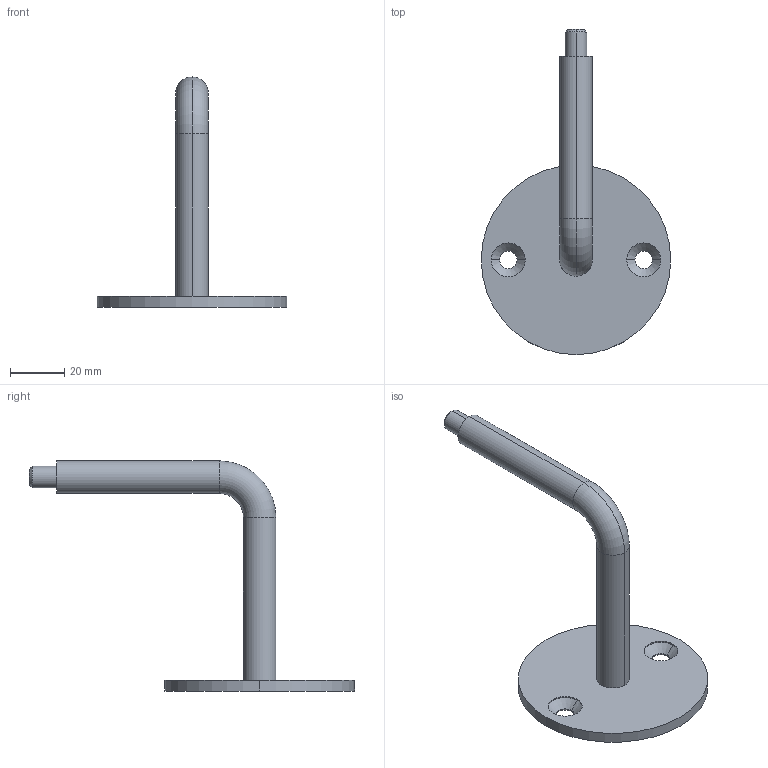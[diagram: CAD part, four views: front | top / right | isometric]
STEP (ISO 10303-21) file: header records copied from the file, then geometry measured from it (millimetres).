
FILE_DESCRIPTION (( 'STEP AP203' ), '1' );
FILE_NAME ('50300-240-G-M8.STEP', '2020-09-08T14:46:59', ( '' ), ( '' ), 'SwSTEP 2.0', 'SolidWorks 2018', '' );
FILE_SCHEMA (( 'CONFIG_CONTROL_DESIGN' ));
Length unit declared in the file: millimetre
Products named in the file (7): socket countersunk head screw_din_DIN 7991 - M6 x 16 --- 16S; 50300-240-G-M8 Teil2; 50300-240-G-M8 Teil1; 50300-240-G-M8 Teil2_50300-240-G-M8 Teil2; 50300-240-G-M8; socket countersunk head screw_din; 50300-240-G-M8 Teil1_50300-240-G-M8 Teil1
Assembly tree (3 placements, depth 2):
  50300-240-G-M8 Teil2
  50300-240-G-M8 Teil1
  50300-240-G-M8
    50300-240-G-M8 Teil1_50300-240-G-M8 Teil1
    50300-240-G-M8 Teil2_50300-240-G-M8 Teil2
    socket countersunk head screw_din_DIN 7991 - M6 x 16 --- 16S
  socket countersunk head screw_din
Bounding box: 70 x 120 x 85 mm (x, y, z)
Volume: 31210.4 mm3; surface area: 15378.5 mm2
Topology: 3 solids, 3 shells, 418 faces, 1077 edges, 696 vertices
Faces by surface type: plane 162, bspline 138, cone 66, cylinder 48, torus 4
Entity records: 21449 total; most frequent: CARTESIAN_POINT 11436, ORIENTED_EDGE 2146, DIRECTION 1559, EDGE_CURVE 1073, VERTEX_POINT 696, LINE 609, VECTOR 609, AXIS2_PLACEMENT_3D 475
